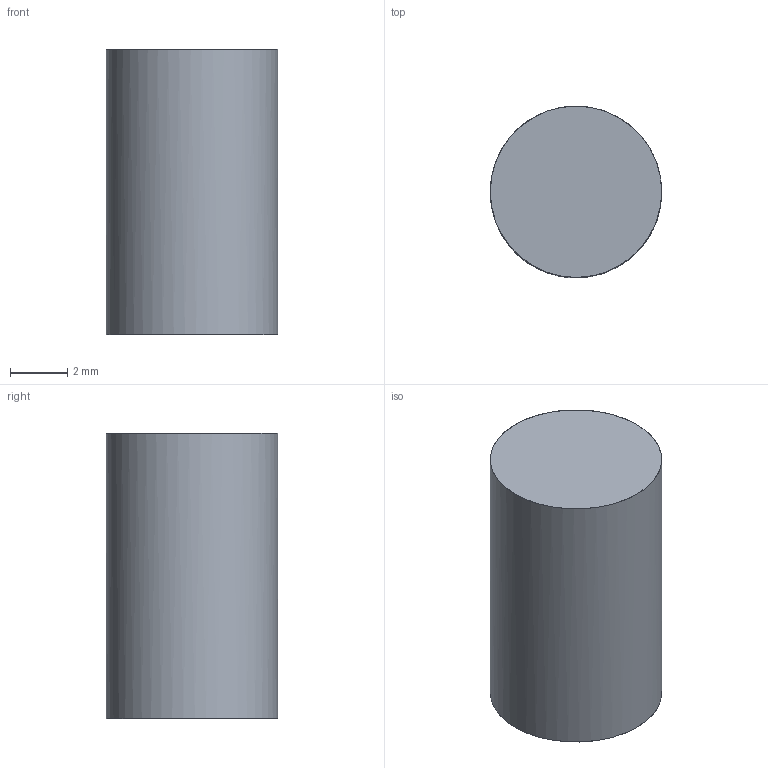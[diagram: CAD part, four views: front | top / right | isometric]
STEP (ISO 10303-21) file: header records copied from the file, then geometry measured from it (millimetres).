
FILE_DESCRIPTION(('FreeCAD Model'),'2;1');
FILE_NAME( 'cylinder.step', '2020-07-18T20:42:32',('Author'),(''), 'Open CASCADE STEP processor 7.3','FreeCAD','Unknown');
FILE_SCHEMA(('AUTOMOTIVE_DESIGN { 1 0 10303 214 1 1 1 1 }'));
Length unit declared in the file: millimetre
Products named in the file (1): cylinder
Bounding box: 6 x 6 x 10 mm (x, y, z)
Surface area: 245 mm2 (no closed solid volume)
Topology: 0 solids, 3 shells, 3 faces, 6 edges, 4 vertices
Faces by surface type: plane 2, revolution 1
Entity records: 184 total; most frequent: CARTESIAN_POINT 43, DIRECTION 20, LINE 7, VECTOR 7, ORIENTED_EDGE 6, EDGE_CURVE 6, SURFACE_CURVE 6, PCURVE 6
